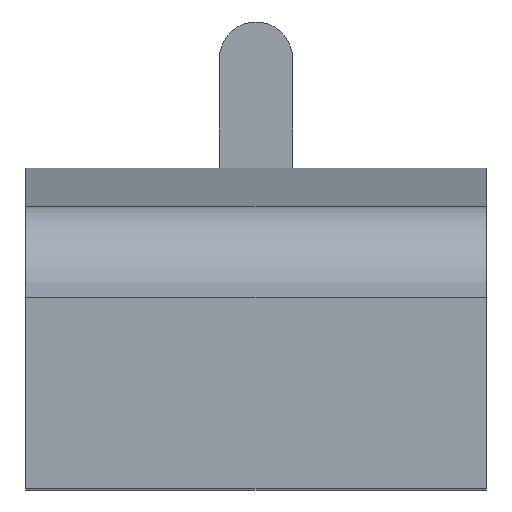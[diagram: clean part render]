
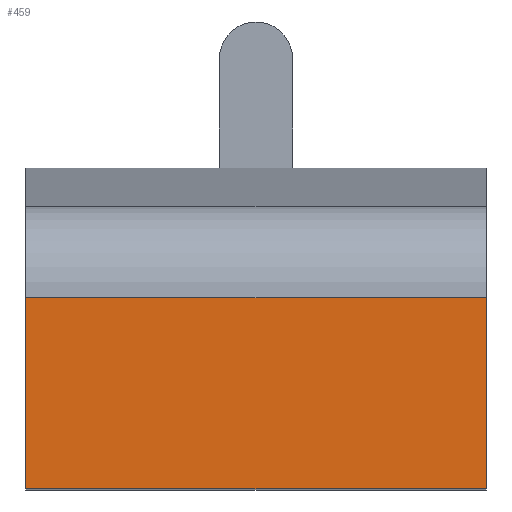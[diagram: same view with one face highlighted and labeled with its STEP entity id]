
A CAD part, top view. The second image highlights one B-rep face of the part: STEP entity #459.
In plain terms, the highlighted planar face has unit normal (0, 0, 1).
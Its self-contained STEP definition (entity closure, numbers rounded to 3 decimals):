
#439=AXIS2_PLACEMENT_3D('Plane Axis2P3D',#436,#437,#438) ;
#288=CARTESIAN_POINT('Vertex',(12.6,5.222,30.8)) ;
#291=CARTESIAN_POINT('Line Origine',(12.6,2.611,30.8)) ;
#295=CARTESIAN_POINT('Vertex',(12.6,0.,30.8)) ;
#420=CARTESIAN_POINT('Vertex',(0.,5.222,30.8)) ;
#423=CARTESIAN_POINT('Line Origine',(6.3,5.222,30.8)) ;
#436=CARTESIAN_POINT('Axis2P3D Location',(6.3,0.,30.8)) ;
#441=CARTESIAN_POINT('Line Origine',(0.,2.611,30.8)) ;
#445=CARTESIAN_POINT('Vertex',(0.,0.,30.8)) ;
#448=CARTESIAN_POINT('Line Origine',(6.3,0.,30.8)) ;
#292=DIRECTION('Vector Direction',(0.,1.,0.)) ;
#424=DIRECTION('Vector Direction',(1.,0.,0.)) ;
#437=DIRECTION('Axis2P3D Direction',(0.,0.,-1.)) ;
#438=DIRECTION('Axis2P3D XDirection',(0.,1.,0.)) ;
#442=DIRECTION('Vector Direction',(0.,1.,0.)) ;
#449=DIRECTION('Vector Direction',(1.,0.,0.)) ;
#293=VECTOR('Line Direction',#292,1.) ;
#425=VECTOR('Line Direction',#424,1.) ;
#443=VECTOR('Line Direction',#442,1.) ;
#450=VECTOR('Line Direction',#449,1.) ;
#454=ORIENTED_EDGE('',*,*,#427,.F.) ;
#455=ORIENTED_EDGE('',*,*,#447,.T.) ;
#456=ORIENTED_EDGE('',*,*,#452,.T.) ;
#457=ORIENTED_EDGE('',*,*,#297,.F.) ;
#459=ADVANCED_FACE('Modul',(#458),#440,.F.) ;
#297=EDGE_CURVE('',#289,#296,#294,.F.) ;
#427=EDGE_CURVE('',#421,#289,#426,.T.) ;
#447=EDGE_CURVE('',#421,#446,#444,.F.) ;
#452=EDGE_CURVE('',#446,#296,#451,.T.) ;
#453=EDGE_LOOP('',(#454,#455,#456,#457)) ;
#458=FACE_OUTER_BOUND('',#453,.T.) ;
#294=LINE('Line',#291,#293) ;
#426=LINE('Line',#423,#425) ;
#444=LINE('Line',#441,#443) ;
#451=LINE('Line',#448,#450) ;
#440=PLANE('',#439) ;
#289=VERTEX_POINT('',#288) ;
#296=VERTEX_POINT('',#295) ;
#421=VERTEX_POINT('',#420) ;
#446=VERTEX_POINT('',#445) ;
